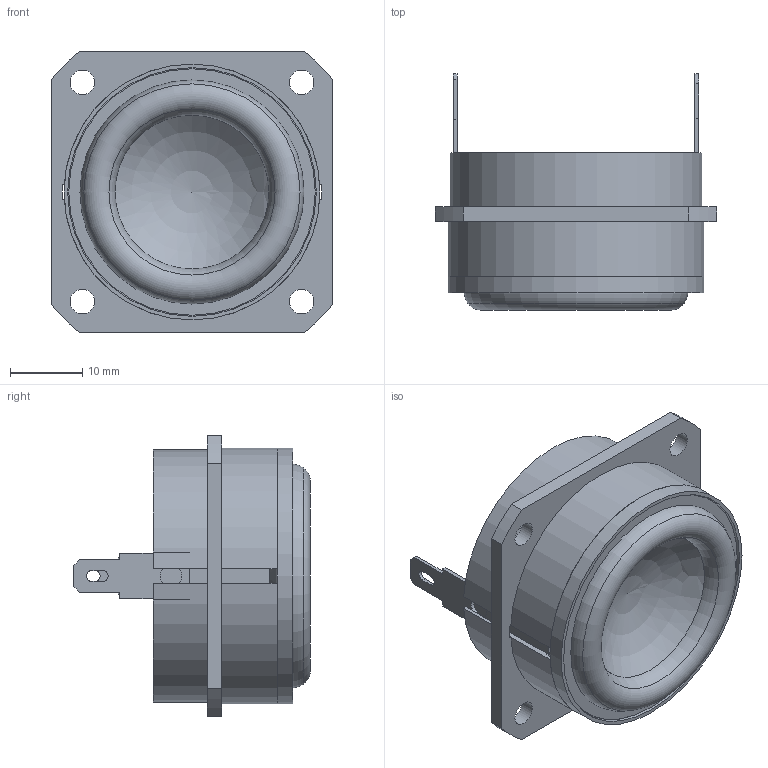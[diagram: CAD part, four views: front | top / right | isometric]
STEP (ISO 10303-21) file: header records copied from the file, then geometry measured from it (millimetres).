
FILE_DESCRIPTION(/* description */ (''),/* implementation_level */ '2;1');
FILE_NAME(/* name */ 'AS03908AS-R.stp',/* time_stamp */ '2016-09-30T13:33:02-04:00',/* author */ ('vandenbroek'),/* organization */ (''),/* preprocessor_version */ 'ST-DEVELOPER v16.1',/* originating_system */ 'Autodesk Inventor 2016',/* authorisation */ '');
FILE_SCHEMA (('AUTOMOTIVE_DESIGN { 1 0 10303 214 3 1 1 }'));
Length unit declared in the file: millimetre
Products named in the file (10): MF; MN; MN1; MW; MGC; MT; MH; MD; MH1; AS03908AS-R
Assembly tree (9 placements, depth 2):
  AS03908AS-R
    MF
    MN
    MN1
    MW
    MGC
    MT
    MH
    MD
    MH1
Bounding box: 39.04 x 32.8 x 39.04 mm (x, y, z)
Volume: 11249 mm3; surface area: 15979.3 mm2
Topology: 9 solids, 9 shells, 133 faces, 324 edges, 213 vertices
Faces by surface type: plane 83, cylinder 38, torus 8, cone 2, sphere 2
Full cylindrical faces by diameter (mm): 3 x1, 3.4 x4, 13 x1, 19.8 x1, 20.9 x1, 21.7 x1, 21.8 x1, 29.5 x1, 30.5 x2, 30.8 x1, 31 x3, 34 x1, 34.2 x1, 34.5 x1, 35.5 x1
Entity records: 4081 total; most frequent: DIRECTION 682, CARTESIAN_POINT 644, ORIENTED_EDGE 570, EDGE_CURVE 285, AXIS2_PLACEMENT_3D 245, VERTEX_POINT 207, EDGE_LOOP 202, LINE 192
